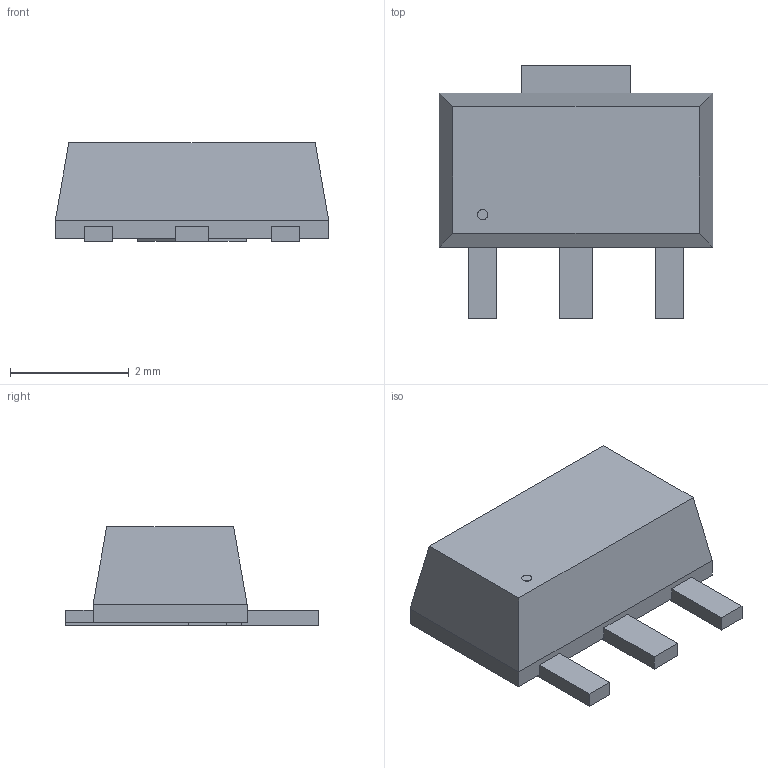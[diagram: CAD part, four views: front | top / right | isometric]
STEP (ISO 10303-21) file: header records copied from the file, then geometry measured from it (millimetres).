
FILE_DESCRIPTION(('STEP AP214'),'1');
FILE_NAME('SOT-89','2019-03-23T01:28:59',(''),(''),'','','');
FILE_SCHEMA(('AUTOMOTIVE_DESIGN'));
Length unit declared in the file: millimetre
Products named in the file (1): product
Bounding box: 4.6 x 4.24 x 1.65 mm (x, y, z)
Volume: 0 mm3; surface area: 62.5 mm2
Topology: 1 solids, 67 shells, 69 faces, 271 edges, 270 vertices
Faces by surface type: plane 68, cylinder 1
Full cylindrical faces by diameter (mm): 0.173 x1
Entity records: 3118 total; most frequent: CARTESIAN_POINT 611, VERTEX_POINT 538, DIRECTION 414, ORIENTED_EDGE 272, EDGE_CURVE 270, LINE 268, VECTOR 268, AXIS2_PLACEMENT_3D 73
